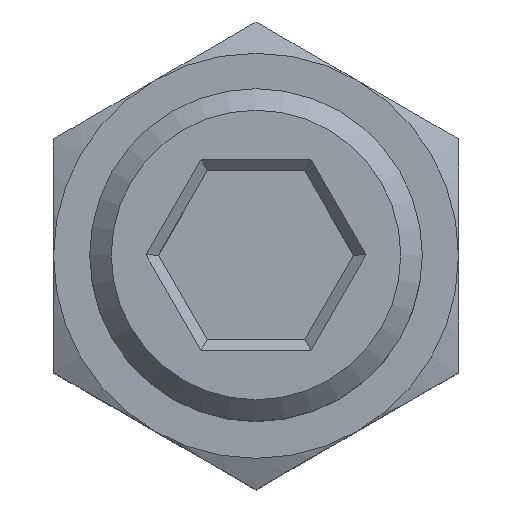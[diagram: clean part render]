
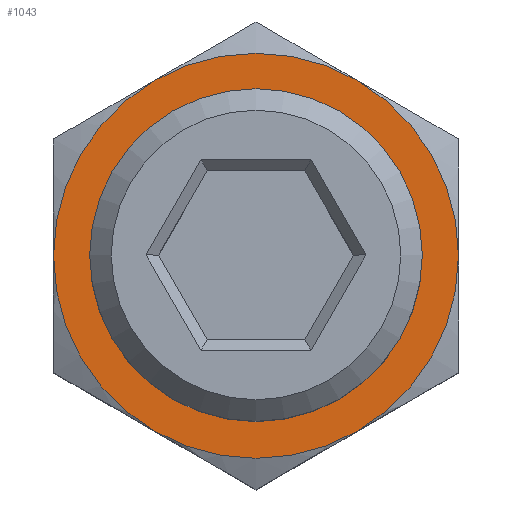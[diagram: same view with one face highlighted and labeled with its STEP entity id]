
A CAD part, top view. The second image highlights one B-rep face of the part: STEP entity #1043.
In plain terms, the highlighted face is planar.
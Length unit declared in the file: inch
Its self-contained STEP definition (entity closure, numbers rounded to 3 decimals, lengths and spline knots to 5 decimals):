
#106=PLANE('',#1161);
#242=FACE_BOUND('',#394,.T.);
#288=FACE_OUTER_BOUND('',#393,.T.);
#393=EDGE_LOOP('',(#811,#812,#813,#814,#815,#816));
#394=EDGE_LOOP('',(#817,#818,#819,#820));
#464=CIRCLE('',#1110,0.1875);
#477=CIRCLE('',#1150,0.095);
#478=CIRCLE('',#1151,0.095);
#481=CIRCLE('',#1157,0.095);
#482=CIRCLE('',#1160,0.095);
#483=CIRCLE('',#1162,0.1875);
#484=CIRCLE('',#1163,0.1875);
#485=CIRCLE('',#1164,0.1875);
#486=CIRCLE('',#1165,0.1875);
#487=CIRCLE('',#1166,0.1875);
#512=VERTEX_POINT('',#1578);
#513=VERTEX_POINT('',#1579);
#541=VERTEX_POINT('',#2023);
#542=VERTEX_POINT('',#2024);
#543=VERTEX_POINT('',#2048);
#544=VERTEX_POINT('',#2050);
#549=VERTEX_POINT('',#2135);
#550=VERTEX_POINT('',#2137);
#551=VERTEX_POINT('',#2139);
#552=VERTEX_POINT('',#2141);
#606=EDGE_CURVE('',#512,#513,#464,.T.);
#637=EDGE_CURVE('',#541,#543,#477,.T.);
#639=EDGE_CURVE('',#544,#542,#478,.T.);
#646=EDGE_CURVE('',#543,#544,#481,.T.);
#648=EDGE_CURVE('',#542,#541,#482,.T.);
#650=EDGE_CURVE('',#513,#549,#483,.T.);
#651=EDGE_CURVE('',#549,#550,#484,.T.);
#652=EDGE_CURVE('',#550,#551,#485,.T.);
#653=EDGE_CURVE('',#551,#552,#486,.T.);
#654=EDGE_CURVE('',#552,#512,#487,.T.);
#811=ORIENTED_EDGE('',*,*,#606,.T.);
#812=ORIENTED_EDGE('',*,*,#650,.T.);
#813=ORIENTED_EDGE('',*,*,#651,.T.);
#814=ORIENTED_EDGE('',*,*,#652,.T.);
#815=ORIENTED_EDGE('',*,*,#653,.T.);
#816=ORIENTED_EDGE('',*,*,#654,.T.);
#817=ORIENTED_EDGE('',*,*,#639,.F.);
#818=ORIENTED_EDGE('',*,*,#646,.F.);
#819=ORIENTED_EDGE('',*,*,#637,.F.);
#820=ORIENTED_EDGE('',*,*,#648,.F.);
#1043=ADVANCED_FACE('',(#288,#242),#106,.F.);
#1110=AXIS2_PLACEMENT_3D('',#1580,#1265,#1266);
#1150=AXIS2_PLACEMENT_3D('',#2049,#1345,#1346);
#1151=AXIS2_PLACEMENT_3D('',#2065,#1347,#1348);
#1157=AXIS2_PLACEMENT_3D('',#2109,#1359,#1360);
#1160=AXIS2_PLACEMENT_3D('',#2120,#1365,#1366);
#1161=AXIS2_PLACEMENT_3D('',#2134,#1367,#1368);
#1162=AXIS2_PLACEMENT_3D('',#2136,#1369,#1370);
#1163=AXIS2_PLACEMENT_3D('',#2138,#1371,#1372);
#1164=AXIS2_PLACEMENT_3D('',#2140,#1373,#1374);
#1165=AXIS2_PLACEMENT_3D('',#2142,#1375,#1376);
#1166=AXIS2_PLACEMENT_3D('',#2143,#1377,#1378);
#1265=DIRECTION('center_axis',(0.,-1.,0.));
#1266=DIRECTION('ref_axis',(0.,0.,
-1.));
#1345=DIRECTION('center_axis',(0.,-1.,0.));
#1346=DIRECTION('ref_axis',(0.,0.,
-1.));
#1347=DIRECTION('center_axis',(0.,-1.,0.));
#1348=DIRECTION('ref_axis',(0.,0.,
-1.));
#1359=DIRECTION('center_axis',(0.,-1.,0.));
#1360=DIRECTION('ref_axis',(0.,0.,
-1.));
#1365=DIRECTION('center_axis',(0.,-1.,0.));
#1366=DIRECTION('ref_axis',(0.,0.,
-1.));
#1367=DIRECTION('center_axis',(0.,1.,0.));
#1368=DIRECTION('ref_axis',(0.,0.,
1.));
#1369=DIRECTION('center_axis',(0.,-1.,0.));
#1370=DIRECTION('ref_axis',(0.,0.,
-1.));
#1371=DIRECTION('center_axis',(0.,-1.,0.));
#1372=DIRECTION('ref_axis',(0.,0.,
-1.));
#1373=DIRECTION('center_axis',(0.,-1.,0.));
#1374=DIRECTION('ref_axis',(0.,0.,
-1.));
#1375=DIRECTION('center_axis',(0.,-1.,0.));
#1376=DIRECTION('ref_axis',(0.,0.,
-1.));
#1377=DIRECTION('center_axis',(0.,-1.,0.));
#1378=DIRECTION('ref_axis',(0.,0.,
-1.));
#1578=CARTESIAN_POINT('',(0.09375,0.,0.16238));
#1579=CARTESIAN_POINT('',(-0.09375,0.,0.16238));
#1580=CARTESIAN_POINT('Origin',(0.,0.,0.));
#2023=CARTESIAN_POINT('',(-0.09432,0.,0.01134));
#2024=CARTESIAN_POINT('',(0.09432,0.,0.01134));
#2048=CARTESIAN_POINT('',(-0.08809,0.,-0.03558));
#2049=CARTESIAN_POINT('Origin',(0.,0.,0.));
#2050=CARTESIAN_POINT('',(0.08809,0.,-0.03558));
#2065=CARTESIAN_POINT('Origin',(0.,0.,0.));
#2109=CARTESIAN_POINT('Origin',(0.,0.,0.));
#2120=CARTESIAN_POINT('Origin',(0.,0.,0.));
#2134=CARTESIAN_POINT('Origin',(0.,0.,
-0.21651));
#2135=CARTESIAN_POINT('',(-0.1875,0.,0.));
#2136=CARTESIAN_POINT('Origin',(0.,0.,0.));
#2137=CARTESIAN_POINT('',(-0.09375,0.,-0.16238));
#2138=CARTESIAN_POINT('Origin',(0.,0.,0.));
#2139=CARTESIAN_POINT('',(0.09375,0.,-0.16238));
#2140=CARTESIAN_POINT('Origin',(0.,0.,0.));
#2141=CARTESIAN_POINT('',(0.1875,0.,0.));
#2142=CARTESIAN_POINT('Origin',(0.,0.,0.));
#2143=CARTESIAN_POINT('Origin',(0.,0.,0.));
